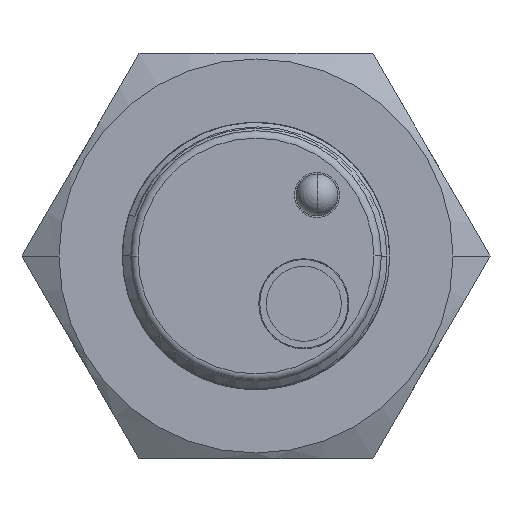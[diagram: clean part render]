
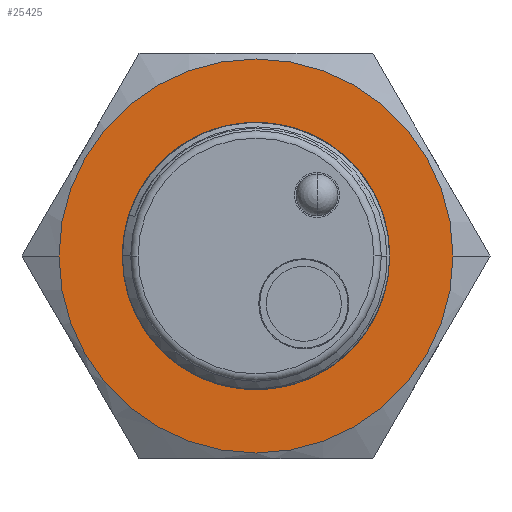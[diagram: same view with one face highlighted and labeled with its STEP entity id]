
A CAD part, front view. The second image highlights one B-rep face of the part: STEP entity #25425.
In plain terms, the highlighted face is planar.
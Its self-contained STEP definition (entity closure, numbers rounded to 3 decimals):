
#19269=CARTESIAN_POINT('',(0.,0.,21.439));
#19270=DIRECTION('',(0.,0.,-1.));
#19271=DIRECTION('',(1.,0.,0.));
#19272=AXIS2_PLACEMENT_3D('',#19269,#19270,#19271);
#19274=CARTESIAN_POINT('',(0.,0.,21.439));
#19275=DIRECTION('',(0.,0.,-1.));
#19276=DIRECTION('',(-1.,0.,0.));
#19277=AXIS2_PLACEMENT_3D('',#19274,#19275,#19276);
#19279=CARTESIAN_POINT('',(0.,0.,21.439));
#19280=DIRECTION('',(0.,0.,1.));
#19281=DIRECTION('',(1.,0.,0.));
#19282=AXIS2_PLACEMENT_3D('',#19279,#19280,#19281);
#19284=CARTESIAN_POINT('',(0.,0.,21.439));
#19285=DIRECTION('',(0.,0.,1.));
#19286=DIRECTION('',(-1.,0.,0.));
#19287=AXIS2_PLACEMENT_3D('',#19284,#19285,#19286);
#24343=CARTESIAN_POINT('',(13.125,0.,21.439));
#24344=CARTESIAN_POINT('',(-13.125,0.,21.439));
#24345=VERTEX_POINT('',#24343);
#24346=VERTEX_POINT('',#24344);
#24437=CARTESIAN_POINT('',(8.027,0.,21.439));
#24439=VERTEX_POINT('',#24437);
#24665=CARTESIAN_POINT('',(-8.027,0.,21.439));
#24666=VERTEX_POINT('',#24665);
#25409=CARTESIAN_POINT('',(7.794,13.5,21.439));
#25410=DIRECTION('',(0.,0.,-1.));
#25411=DIRECTION('',(1.,0.,0.));
#25412=AXIS2_PLACEMENT_3D('',#25409,#25410,#25411);
#25413=PLANE('',#25412);
#25414=ORIENTED_EDGE('',*,*,#25395,.F.);
#25416=ORIENTED_EDGE('',*,*,#25415,.F.);
#25417=EDGE_LOOP('',(#25414,#25416));
#25418=FACE_OUTER_BOUND('',#25417,.F.);
#25420=ORIENTED_EDGE('',*,*,#25419,.F.);
#25422=ORIENTED_EDGE('',*,*,#25421,.F.);
#25423=EDGE_LOOP('',(#25420,#25422));
#25424=FACE_BOUND('',#25423,.F.);
#19273=CIRCLE('',#19272,13.125);
#19278=CIRCLE('',#19277,13.125);
#19283=CIRCLE('',#19282,8.027);
#19288=CIRCLE('',#19287,8.027);
#25395=EDGE_CURVE('',#24345,#24346,#19273,.T.);
#25415=EDGE_CURVE('',#24346,#24345,#19278,.T.);
#25419=EDGE_CURVE('',#24439,#24666,#19283,.T.);
#25421=EDGE_CURVE('',#24666,#24439,#19288,.T.);
#25425=ADVANCED_FACE('',(#25418,#25424),#25413,.T.);
